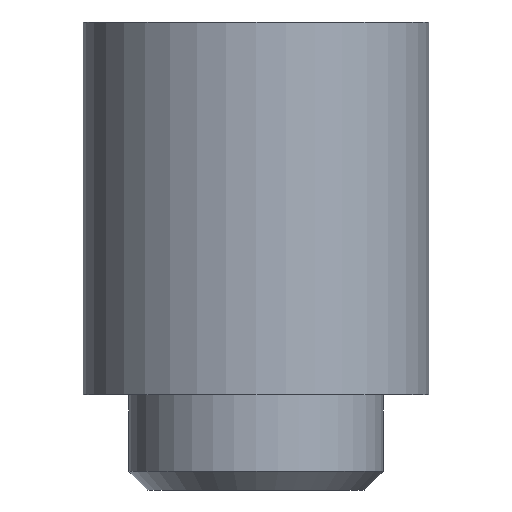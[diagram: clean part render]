
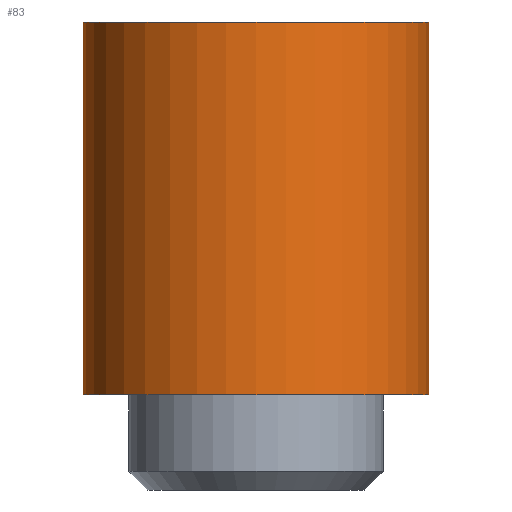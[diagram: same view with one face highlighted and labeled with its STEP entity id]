
A CAD part, front view. The second image highlights one B-rep face of the part: STEP entity #83.
In plain terms, the highlighted cylindrical face has radius 2.78 mm (diameter 5.56 mm), a full revolution.
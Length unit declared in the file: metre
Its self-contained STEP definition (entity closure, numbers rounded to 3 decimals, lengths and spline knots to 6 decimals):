
#18=ORIENTED_EDGE('',*,*,#32,.F.);
#19=ORIENTED_EDGE('',*,*,#33,.T.);
#32=EDGE_CURVE('',#39,#39,#46,.T.);
#33=EDGE_CURVE('',#40,#40,#47,.T.);
#39=VERTEX_POINT('',#154);
#40=VERTEX_POINT('',#156);
#46=CIRCLE('',#106,0.00278);
#47=CIRCLE('',#107,0.00278);
#53=EDGE_LOOP('',(#18));
#54=EDGE_LOOP('',(#19));
#67=FACE_BOUND('',#53,.T.);
#68=FACE_BOUND('',#54,.T.);
#80=CYLINDRICAL_SURFACE('',#105,0.00278);
#83=ADVANCED_FACE('',(#67,#68),#80,.T.);
#105=AXIS2_PLACEMENT_3D('',#152,#124,#125);
#106=AXIS2_PLACEMENT_3D('',#153,#126,#127);
#107=AXIS2_PLACEMENT_3D('',#155,#128,#129);
#124=DIRECTION('',(0.,0.,-1.));
#125=DIRECTION('',(-1.,0.,0.));
#126=DIRECTION('',(0.,0.,1.));
#127=DIRECTION('',(1.,0.,0.));
#128=DIRECTION('',(0.,0.,1.));
#129=DIRECTION('',(1.,0.,0.));
#152=CARTESIAN_POINT('',(0.,0.,0.006));
#153=CARTESIAN_POINT('',(0.,0.,0.006));
#154=CARTESIAN_POINT('',(0.00278,0.,0.006));
#155=CARTESIAN_POINT('',(0.,0.,0.));
#156=CARTESIAN_POINT('',(0.00278,0.,0.));
